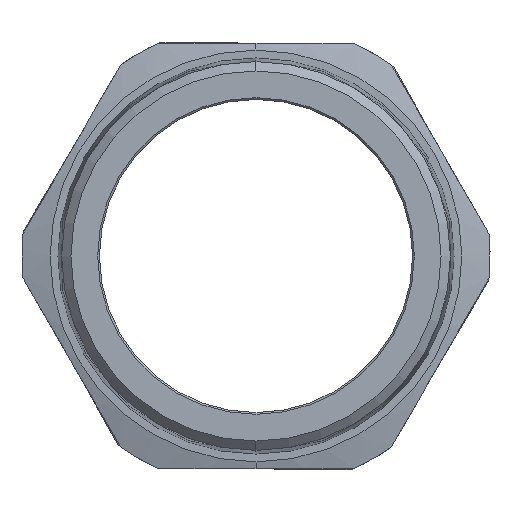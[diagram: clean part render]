
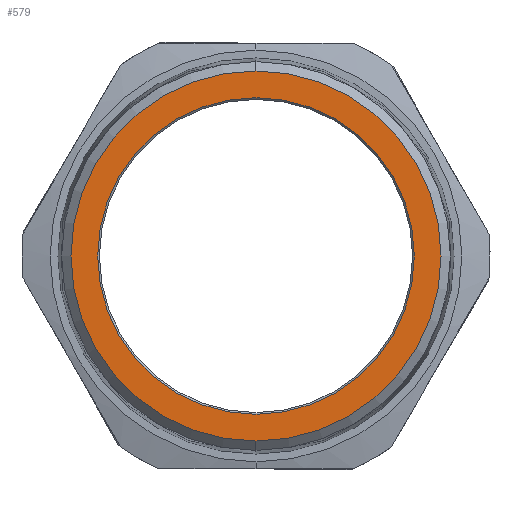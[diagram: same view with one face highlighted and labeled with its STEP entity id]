
A CAD part, left-side view. The second image highlights one B-rep face of the part: STEP entity #579.
In plain terms, the highlighted planar face has unit normal (-1, 0, 0).
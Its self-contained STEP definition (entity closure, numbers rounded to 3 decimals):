
#12 = CARTESIAN_POINT ( 'NONE',  ( 0., 0., 0. ) ) ;
#65 = DIRECTION ( 'NONE',  ( 0., 0., -1. ) ) ;
#110 = VERTEX_POINT ( 'NONE', #4344 ) ;
#387 = EDGE_LOOP ( 'NONE', ( #2152, #1436 ) ) ;
#408 = VERTEX_POINT ( 'NONE', #2319 ) ;
#432 = CARTESIAN_POINT ( 'NONE',  ( 0., 0., 0. ) ) ;
#579 = ADVANCED_FACE ( 'NONE', ( #1624, #3519 ), #4353, .F. ) ;
#591 = ORIENTED_EDGE ( 'NONE', *, *, #1330, .T. ) ;
#811 = DIRECTION ( 'NONE',  ( 1., 0., 0. ) ) ;
#815 = AXIS2_PLACEMENT_3D ( 'NONE', #2520, #3252, #1122 ) ;
#993 = EDGE_LOOP ( 'NONE', ( #1677, #591 ) ) ;
#995 = DIRECTION ( 'NONE',  ( 0., 0., -1. ) ) ;
#1122 = DIRECTION ( 'NONE',  ( 0., 0., -1. ) ) ;
#1330 = EDGE_CURVE ( 'NONE', #2927, #4328, #3865, .T. ) ;
#1372 = DIRECTION ( 'NONE',  ( -1., 0., 0. ) ) ;
#1436 = ORIENTED_EDGE ( 'NONE', *, *, #4024, .T. ) ;
#1523 = CIRCLE ( 'NONE', #3146, 53.484 ) ;
#1624 = FACE_OUTER_BOUND ( 'NONE', #387, .T. ) ;
#1677 = ORIENTED_EDGE ( 'NONE', *, *, #4205, .T. ) ;
#1892 = DIRECTION ( 'NONE',  ( 0., 0., -1. ) ) ;
#2152 = ORIENTED_EDGE ( 'NONE', *, *, #2582, .T. ) ;
#2265 = CARTESIAN_POINT ( 'NONE',  ( 0., 0., -45.75 ) ) ;
#2319 = CARTESIAN_POINT ( 'NONE',  ( 0., 0., 53.484 ) ) ;
#2520 = CARTESIAN_POINT ( 'NONE',  ( 0., 0., 0. ) ) ;
#2582 = EDGE_CURVE ( 'NONE', #110, #408, #1523, .T. ) ;
#2927 = VERTEX_POINT ( 'NONE', #2265 ) ;
#3123 = AXIS2_PLACEMENT_3D ( 'NONE', #4186, #3143, #995 ) ;
#3125 = AXIS2_PLACEMENT_3D ( 'NONE', #432, #811, #1892 ) ;
#3143 = DIRECTION ( 'NONE',  ( 1., 0., 0. ) ) ;
#3146 = AXIS2_PLACEMENT_3D ( 'NONE', #12, #1372, #4582 ) ;
#3252 = DIRECTION ( 'NONE',  ( 1., 0., 0. ) ) ;
#3519 = FACE_BOUND ( 'NONE', #993, .T. ) ;
#3645 = DIRECTION ( 'NONE',  ( -1., 0., 0. ) ) ;
#3842 = CIRCLE ( 'NONE', #3123, 45.75 ) ;
#3865 = CIRCLE ( 'NONE', #3125, 45.75 ) ;
#4024 = EDGE_CURVE ( 'NONE', #408, #110, #4160, .T. ) ;
#4116 = AXIS2_PLACEMENT_3D ( 'NONE', #4330, #3645, #65 ) ;
#4160 = CIRCLE ( 'NONE', #4116, 53.484 ) ;
#4186 = CARTESIAN_POINT ( 'NONE',  ( 0., 0., 0. ) ) ;
#4205 = EDGE_CURVE ( 'NONE', #4328, #2927, #3842, .T. ) ;
#4328 = VERTEX_POINT ( 'NONE', #4604 ) ;
#4330 = CARTESIAN_POINT ( 'NONE',  ( 0., 0., 0. ) ) ;
#4344 = CARTESIAN_POINT ( 'NONE',  ( 0., 0., -53.484 ) ) ;
#4353 = PLANE ( 'NONE',  #815 ) ;
#4582 = DIRECTION ( 'NONE',  ( 0., 0., -1. ) ) ;
#4604 = CARTESIAN_POINT ( 'NONE',  ( 0., 0., 45.75 ) ) ;
